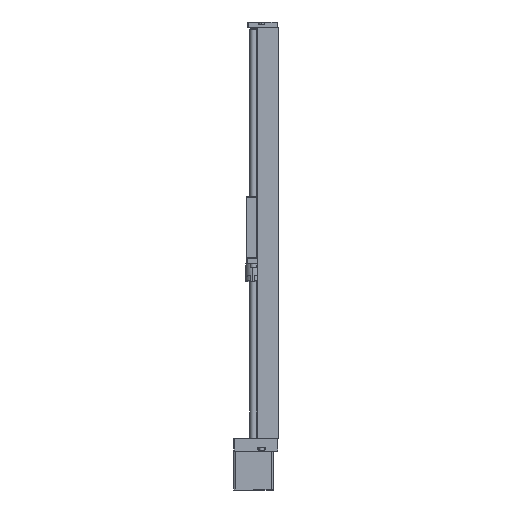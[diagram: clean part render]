
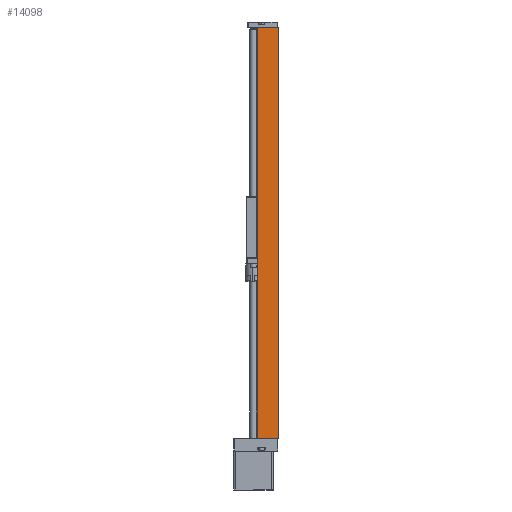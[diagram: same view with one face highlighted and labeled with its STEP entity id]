
A CAD part, left-side view. The second image highlights one B-rep face of the part: STEP entity #14098.
In plain terms, the highlighted planar face has unit normal (-1, 0, 0).
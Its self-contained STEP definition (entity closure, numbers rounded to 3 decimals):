
#1716 = LINE ( 'NONE', #43380, #28255 ) ;
#2476 = EDGE_CURVE ( 'NONE', #12318, #18675, #5802, .T. ) ;
#4677 = VERTEX_POINT ( 'NONE', #28727 ) ;
#4885 = ORIENTED_EDGE ( 'NONE', *, *, #31978, .F. ) ;
#5802 = LINE ( 'NONE', #44021, #12947 ) ;
#5962 = CARTESIAN_POINT ( 'NONE',  ( -21.755, 0., 368. ) ) ;
#6113 = AXIS2_PLACEMENT_3D ( 'NONE', #30053, #34133, #44333 ) ;
#6631 = EDGE_CURVE ( 'NONE', #20179, #4677, #28846, .T. ) ;
#8802 = DIRECTION ( 'NONE',  ( 0., 0., -1. ) ) ;
#11548 = CARTESIAN_POINT ( 'NONE',  ( -21.755, 5., 0. ) ) ;
#12318 = VERTEX_POINT ( 'NONE', #35804 ) ;
#12802 = LINE ( 'NONE', #5962, #30616 ) ;
#12947 = VECTOR ( 'NONE', #37894, 1000. ) ;
#14098 = ADVANCED_FACE ( 'NONE', ( #23867 ), #20251, .F. ) ;
#17267 = ORIENTED_EDGE ( 'NONE', *, *, #2476, .F. ) ;
#17335 = ORIENTED_EDGE ( 'NONE', *, *, #6631, .T. ) ;
#18675 = VERTEX_POINT ( 'NONE', #33085 ) ;
#19885 = DIRECTION ( 'NONE',  ( 0., 0., -1. ) ) ;
#20179 = VERTEX_POINT ( 'NONE', #41362 ) ;
#20251 = PLANE ( 'NONE',  #6113 ) ;
#23867 = FACE_OUTER_BOUND ( 'NONE', #37272, .T. ) ;
#28255 = VECTOR ( 'NONE', #8802, 1000. ) ;
#28727 = CARTESIAN_POINT ( 'NONE',  ( -21.755, 0., 0. ) ) ;
#28846 = LINE ( 'NONE', #11548, #39054 ) ;
#30053 = CARTESIAN_POINT ( 'NONE',  ( -21.755, 5., 368. ) ) ;
#30616 = VECTOR ( 'NONE', #19885, 1000. ) ;
#31978 = EDGE_CURVE ( 'NONE', #18675, #4677, #12802, .T. ) ;
#33085 = CARTESIAN_POINT ( 'NONE',  ( -21.755, 0., 368. ) ) ;
#34133 = DIRECTION ( 'NONE',  ( 1., 0., 0. ) ) ;
#35804 = CARTESIAN_POINT ( 'NONE',  ( -21.755, 18.5, 368. ) ) ;
#37272 = EDGE_LOOP ( 'NONE', ( #17335, #4885, #17267, #39221 ) ) ;
#37894 = DIRECTION ( 'NONE',  ( 0., -1., 0. ) ) ;
#39054 = VECTOR ( 'NONE', #42258, 1000. ) ;
#39221 = ORIENTED_EDGE ( 'NONE', *, *, #40814, .T. ) ;
#40814 = EDGE_CURVE ( 'NONE', #12318, #20179, #1716, .T. ) ;
#41362 = CARTESIAN_POINT ( 'NONE',  ( -21.755, 18.5, 0. ) ) ;
#42258 = DIRECTION ( 'NONE',  ( 0., -1., 0. ) ) ;
#43380 = CARTESIAN_POINT ( 'NONE',  ( -21.755, 18.5, 368. ) ) ;
#44021 = CARTESIAN_POINT ( 'NONE',  ( -21.755, 0., 368. ) ) ;
#44333 = DIRECTION ( 'NONE',  ( 0., 0., -1. ) ) ;
